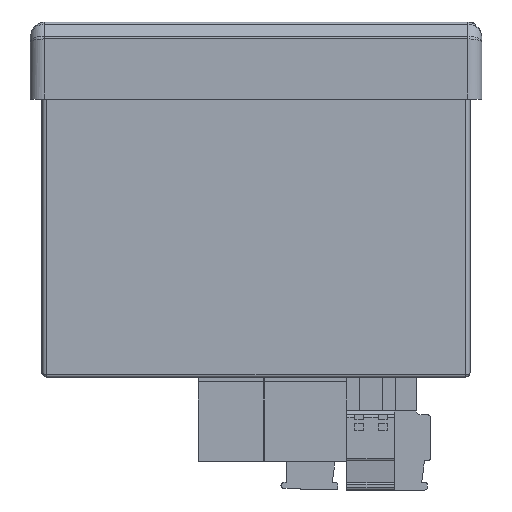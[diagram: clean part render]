
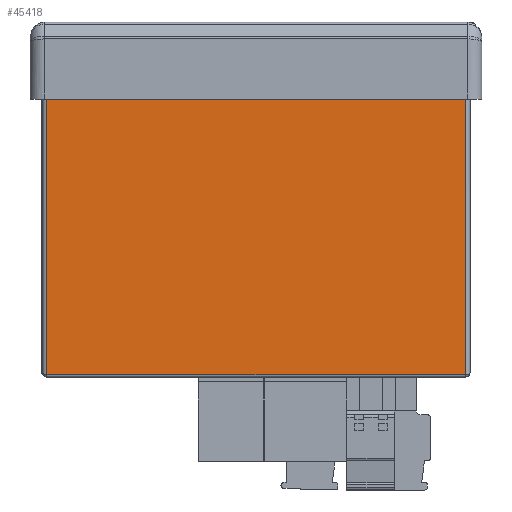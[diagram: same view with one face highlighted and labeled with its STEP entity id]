
A CAD part, front view. The second image highlights one B-rep face of the part: STEP entity #45418.
In plain terms, the highlighted planar face has unit normal (0, -1, 0).
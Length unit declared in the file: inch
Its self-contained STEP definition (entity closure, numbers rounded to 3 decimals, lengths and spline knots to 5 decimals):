
#3532 = EDGE_LOOP ( 'NONE', ( #20694, #73711, #28198, #11190 ) ) ;
#10340 = DIRECTION ( 'NONE',  ( 1., 0., 0. ) ) ;
#11190 = ORIENTED_EDGE ( 'NONE', *, *, #83857, .T. ) ;
#12078 = EDGE_CURVE ( 'NONE', #12494, #101281, #45793, .T. ) ;
#12494 = VERTEX_POINT ( 'NONE', #113204 ) ;
#15041 = VERTEX_POINT ( 'NONE', #87302 ) ;
#15959 = CARTESIAN_POINT ( 'NONE',  ( 2.50245, 0.91788, 4.23407 ) ) ;
#20694 = ORIENTED_EDGE ( 'NONE', *, *, #12078, .T. ) ;
#21924 = LINE ( 'NONE', #84652, #81402 ) ;
#23007 = DIRECTION ( 'NONE',  ( 0., 1., 0. ) ) ;
#26406 = VECTOR ( 'NONE', #90691, 39.37008 ) ;
#28198 = ORIENTED_EDGE ( 'NONE', *, *, #89319, .T. ) ;
#33000 = FACE_OUTER_BOUND ( 'NONE', #3532, .T. ) ;
#33474 = CARTESIAN_POINT ( 'NONE',  ( 2.50245, 0.91788, 1.92699 ) ) ;
#34981 = VERTEX_POINT ( 'NONE', #15959 ) ;
#45418 = ADVANCED_FACE ( 'NONE', ( #33000 ), #66578, .F. ) ;
#45793 = LINE ( 'NONE', #110598, #108261 ) ;
#45978 = EDGE_CURVE ( 'NONE', #101281, #34981, #21924, .T. ) ;
#48591 = DIRECTION ( 'NONE',  ( 0., 0., 1. ) ) ;
#51054 = AXIS2_PLACEMENT_3D ( 'NONE', #77208, #23007, #86346 ) ;
#52594 = DIRECTION ( 'NONE',  ( 0., 0., -1. ) ) ;
#63356 = CARTESIAN_POINT ( 'NONE',  ( 2.54182, 0.91788, 4.23407 ) ) ;
#66578 = PLANE ( 'NONE',  #51054 ) ;
#73711 = ORIENTED_EDGE ( 'NONE', *, *, #45978, .T. ) ;
#77208 = CARTESIAN_POINT ( 'NONE',  ( 2.54182, 0.91788, 1.9073 ) ) ;
#77390 = LINE ( 'NONE', #63356, #26406 ) ;
#81402 = VECTOR ( 'NONE', #48591, 39.37008 ) ;
#83857 = EDGE_CURVE ( 'NONE', #15041, #12494, #103863, .T. ) ;
#84652 = CARTESIAN_POINT ( 'NONE',  ( 2.50245, 0.91788, 1.9073 ) ) ;
#86346 = DIRECTION ( 'NONE',  ( 0., 0., 1. ) ) ;
#87302 = CARTESIAN_POINT ( 'NONE',  ( -1.00149, 0.91788, 4.23407 ) ) ;
#89319 = EDGE_CURVE ( 'NONE', #34981, #15041, #77390, .T. ) ;
#90691 = DIRECTION ( 'NONE',  ( -1., 0., 0. ) ) ;
#92450 = VECTOR ( 'NONE', #52594, 39.37008 ) ;
#97820 = CARTESIAN_POINT ( 'NONE',  ( -1.00149, 0.91788, 1.9073 ) ) ;
#101281 = VERTEX_POINT ( 'NONE', #33474 ) ;
#103863 = LINE ( 'NONE', #97820, #92450 ) ;
#108261 = VECTOR ( 'NONE', #10340, 39.37008 ) ;
#110598 = CARTESIAN_POINT ( 'NONE',  ( 2.54182, 0.91788, 1.92699 ) ) ;
#113204 = CARTESIAN_POINT ( 'NONE',  ( -1.00149, 0.91788, 1.92699 ) ) ;
